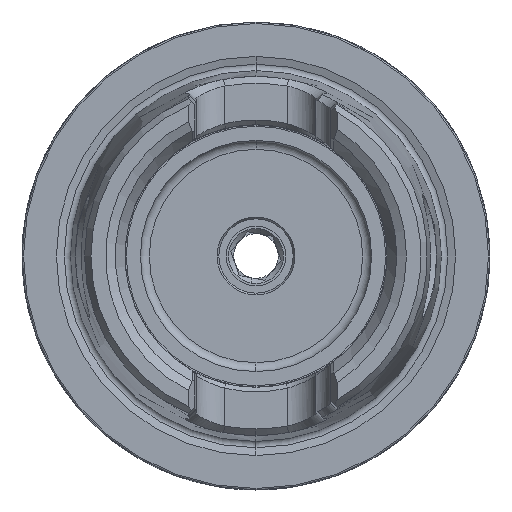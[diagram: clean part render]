
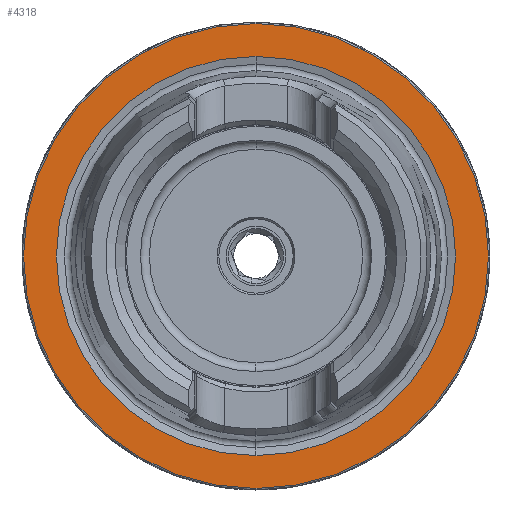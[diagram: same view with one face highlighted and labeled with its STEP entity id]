
A CAD part, left-side view. The second image highlights one B-rep face of the part: STEP entity #4318.
In plain terms, the highlighted planar face has unit normal (-1, 0, 0).
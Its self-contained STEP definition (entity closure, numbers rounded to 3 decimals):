
#3 = FACE_OUTER_BOUND ( 'NONE', #11008, .T. ) ;
#370 = CIRCLE ( 'NONE', #7832, 31.275 ) ;
#689 = CIRCLE ( 'NONE', #9515, 26.85 ) ;
#1017 = VERTEX_POINT ( 'NONE', #5857 ) ;
#1753 = EDGE_CURVE ( 'NONE', #1017, #8401, #689, .T. ) ;
#1968 = DIRECTION ( 'NONE',  ( 0., 0., -1. ) ) ;
#3275 = CARTESIAN_POINT ( 'NONE',  ( 0., 0., 0. ) ) ;
#3541 = ORIENTED_EDGE ( 'NONE', *, *, #9851, .T. ) ;
#3863 = DIRECTION ( 'NONE',  ( -1., 0., 0. ) ) ;
#4250 = DIRECTION ( 'NONE',  ( 0., 0., 1. ) ) ;
#4318 = ADVANCED_FACE ( 'NONE', ( #8907, #3 ), #5363, .F. ) ;
#4810 = CARTESIAN_POINT ( 'NONE',  ( 0., 0., -26.85 ) ) ;
#4938 = CARTESIAN_POINT ( 'NONE',  ( 0., 0., 0. ) ) ;
#5361 = EDGE_CURVE ( 'NONE', #8401, #1017, #8110, .T. ) ;
#5363 = PLANE ( 'NONE',  #10812 ) ;
#5477 = VERTEX_POINT ( 'NONE', #8325 ) ;
#5534 = CIRCLE ( 'NONE', #10773, 31.275 ) ;
#5828 = DIRECTION ( 'NONE',  ( 0., 0., 1. ) ) ;
#5857 = CARTESIAN_POINT ( 'NONE',  ( 0., 0., 26.85 ) ) ;
#6143 = AXIS2_PLACEMENT_3D ( 'NONE', #9006, #3863, #9857 ) ;
#6526 = EDGE_CURVE ( 'NONE', #7742, #5477, #370, .T. ) ;
#6769 = ORIENTED_EDGE ( 'NONE', *, *, #5361, .F. ) ;
#7099 = DIRECTION ( 'NONE',  ( 1., 0., 0. ) ) ;
#7608 = ORIENTED_EDGE ( 'NONE', *, *, #1753, .F. ) ;
#7742 = VERTEX_POINT ( 'NONE', #9429 ) ;
#7832 = AXIS2_PLACEMENT_3D ( 'NONE', #3275, #9273, #4250 ) ;
#8110 = CIRCLE ( 'NONE', #6143, 26.85 ) ;
#8325 = CARTESIAN_POINT ( 'NONE',  ( 0., 0., -31.275 ) ) ;
#8401 = VERTEX_POINT ( 'NONE', #4810 ) ;
#8907 = FACE_BOUND ( 'NONE', #10187, .T. ) ;
#9006 = CARTESIAN_POINT ( 'NONE',  ( 0., 0., 0. ) ) ;
#9273 = DIRECTION ( 'NONE',  ( -1., 0., 0. ) ) ;
#9429 = CARTESIAN_POINT ( 'NONE',  ( 0., 0., 31.275 ) ) ;
#9515 = AXIS2_PLACEMENT_3D ( 'NONE', #10305, #10148, #10073 ) ;
#9622 = CARTESIAN_POINT ( 'NONE',  ( 0., 31.275, 0. ) ) ;
#9846 = ORIENTED_EDGE ( 'NONE', *, *, #6526, .T. ) ;
#9851 = EDGE_CURVE ( 'NONE', #5477, #7742, #5534, .T. ) ;
#9857 = DIRECTION ( 'NONE',  ( 0., 0., 1. ) ) ;
#10073 = DIRECTION ( 'NONE',  ( 0., 0., 1. ) ) ;
#10148 = DIRECTION ( 'NONE',  ( -1., 0., 0. ) ) ;
#10187 = EDGE_LOOP ( 'NONE', ( #7608, #6769 ) ) ;
#10305 = CARTESIAN_POINT ( 'NONE',  ( 0., 0., 0. ) ) ;
#10773 = AXIS2_PLACEMENT_3D ( 'NONE', #4938, #10980, #5828 ) ;
#10812 = AXIS2_PLACEMENT_3D ( 'NONE', #9622, #7099, #1968 ) ;
#10980 = DIRECTION ( 'NONE',  ( -1., 0., 0. ) ) ;
#11008 = EDGE_LOOP ( 'NONE', ( #9846, #3541 ) ) ;
